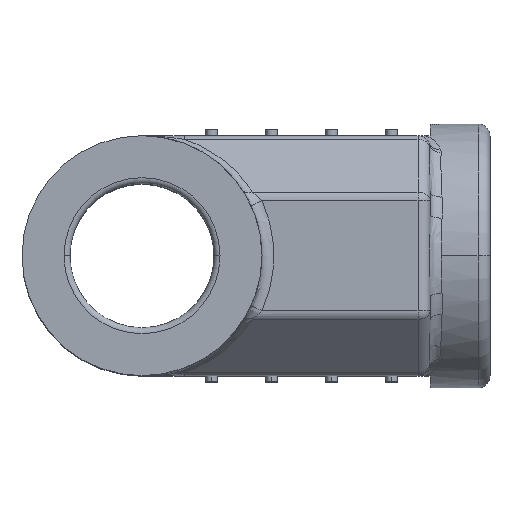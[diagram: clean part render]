
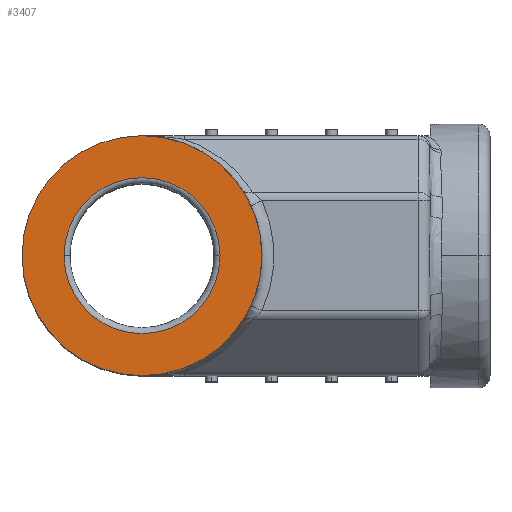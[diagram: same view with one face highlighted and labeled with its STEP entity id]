
A CAD part, top view. The second image highlights one B-rep face of the part: STEP entity #3407.
In plain terms, the highlighted planar face has unit normal (0, 0, 1).
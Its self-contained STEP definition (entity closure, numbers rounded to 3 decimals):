
#90=CARTESIAN_POINT('',(-15.24,0.,19.05));
#91=DIRECTION('',(0.,0.,1.));
#92=DIRECTION('',(-1.,0.,0.));
#93=AXIS2_PLACEMENT_3D('',#90,#91,#92);
#95=CARTESIAN_POINT('',(-15.24,0.,19.05));
#96=DIRECTION('',(0.,0.,1.));
#97=DIRECTION('',(1.,0.,0.));
#98=AXIS2_PLACEMENT_3D('',#95,#96,#97);
#100=CARTESIAN_POINT('',(-15.24,0.,19.05));
#101=DIRECTION('',(0.,0.,-1.));
#102=DIRECTION('',(1.,0.,0.));
#103=AXIS2_PLACEMENT_3D('',#100,#101,#102);
#105=CARTESIAN_POINT('',(-15.24,0.,19.05));
#106=DIRECTION('',(0.,0.,-1.));
#107=DIRECTION('',(-1.,0.,0.));
#108=AXIS2_PLACEMENT_3D('',#105,#106,#107);
#2848=CARTESIAN_POINT('',(-6.985,0.,19.05));
#2849=VERTEX_POINT('',#2848);
#3056=CARTESIAN_POINT('',(-23.495,0.,19.05));
#3057=VERTEX_POINT('',#3056);
#3119=CARTESIAN_POINT('',(-2.54,0.,19.05));
#3120=CARTESIAN_POINT('',(-27.94,0.,19.05));
#3121=VERTEX_POINT('',#3119);
#3122=VERTEX_POINT('',#3120);
#3392=CARTESIAN_POINT('',(-15.24,0.,19.05));
#3393=DIRECTION('',(0.,0.,1.));
#3394=DIRECTION('',(1.,0.,0.));
#3395=AXIS2_PLACEMENT_3D('',#3392,#3393,#3394);
#3396=PLANE('',#3395);
#3397=ORIENTED_EDGE('',*,*,#3366,.F.);
#3398=ORIENTED_EDGE('',*,*,#3376,.F.);
#3399=EDGE_LOOP('',(#3397,#3398));
#3400=FACE_OUTER_BOUND('',#3399,.F.);
#3402=ORIENTED_EDGE('',*,*,#3401,.F.);
#3404=ORIENTED_EDGE('',*,*,#3403,.F.);
#3405=EDGE_LOOP('',(#3402,#3404));
#3406=FACE_BOUND('',#3405,.F.);
#3407=ADVANCED_FACE('',(#3400,#3406),#3396,.T.);
#94=CIRCLE('',#93,12.7);
#99=CIRCLE('',#98,12.7);
#104=CIRCLE('',#103,8.255);
#109=CIRCLE('',#108,8.255);
#3366=EDGE_CURVE('',#3122,#3121,#94,.T.);
#3376=EDGE_CURVE('',#3121,#3122,#99,.T.);
#3401=EDGE_CURVE('',#2849,#3057,#104,.T.);
#3403=EDGE_CURVE('',#3057,#2849,#109,.T.);
